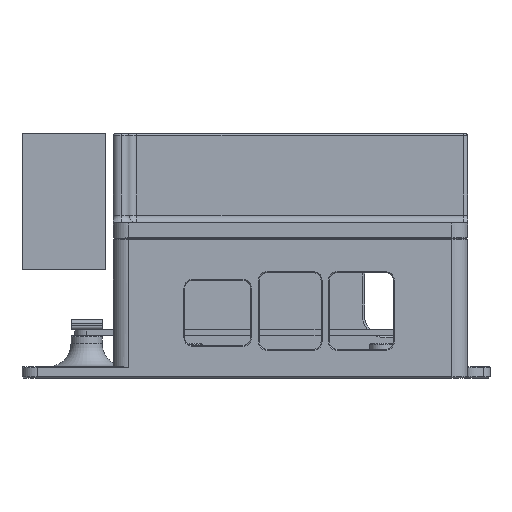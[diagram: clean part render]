
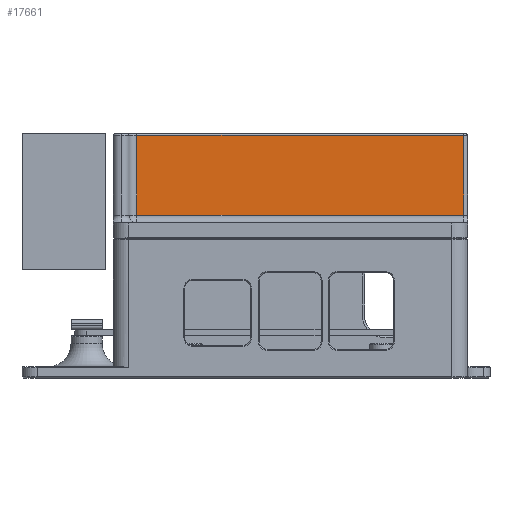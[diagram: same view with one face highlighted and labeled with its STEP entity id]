
A CAD part, front view. The second image highlights one B-rep face of the part: STEP entity #17661.
In plain terms, the highlighted planar face has unit normal (0, -1, 0).
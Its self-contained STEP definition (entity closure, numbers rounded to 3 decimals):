
#998=PLANE('',#18787);
#1597=FACE_OUTER_BOUND('',#2651,.T.);
#2651=EDGE_LOOP('',(#12402,#12403,#12404,#12405));
#3850=LINE('',#24615,#5653);
#3854=LINE('',#24626,#5657);
#3856=LINE('',#24634,#5659);
#3857=LINE('',#24635,#5660);
#5653=VECTOR('',#20206,10.);
#5657=VECTOR('',#20218,10.);
#5659=VECTOR('',#20226,10.);
#5660=VECTOR('',#20227,10.);
#7864=VERTEX_POINT('',#24546);
#7881=VERTEX_POINT('',#24609);
#7884=VERTEX_POINT('',#24625);
#7887=VERTEX_POINT('',#24633);
#9611=EDGE_CURVE('',#7864,#7881,#3850,.T.);
#9616=EDGE_CURVE('',#7881,#7884,#3854,.T.);
#9620=EDGE_CURVE('',#7887,#7864,#3856,.T.);
#9621=EDGE_CURVE('',#7884,#7887,#3857,.T.);
#12402=ORIENTED_EDGE('',*,*,#9611,.F.);
#12403=ORIENTED_EDGE('',*,*,#9620,.F.);
#12404=ORIENTED_EDGE('',*,*,#9621,.F.);
#12405=ORIENTED_EDGE('',*,*,#9616,.F.);
#17661=ADVANCED_FACE('',(#1597),#998,.T.);
#18787=AXIS2_PLACEMENT_3D('',#24632,#20224,#20225);
#20206=DIRECTION('',(1.,0.,0.));
#20218=DIRECTION('',(0.,0.,-1.));
#20224=DIRECTION('center_axis',(0.,-1.,0.));
#20225=DIRECTION('ref_axis',(1.,0.,0.));
#20226=DIRECTION('',(0.,0.,1.));
#20227=DIRECTION('',(-1.,0.,0.));
#24546=CARTESIAN_POINT('',(-38.977,-83.5,62.5));
#24609=CARTESIAN_POINT('',(45.112,-83.5,62.5));
#24615=CARTESIAN_POINT('',(-20.211,-83.5,62.5));
#24625=CARTESIAN_POINT('',(45.112,-83.5,42.));
#24626=CARTESIAN_POINT('',(45.112,-83.5,39.));
#24632=CARTESIAN_POINT('Origin',(-40.977,-83.5,40.));
#24633=CARTESIAN_POINT('',(-38.977,-83.5,42.));
#24634=CARTESIAN_POINT('',(-38.977,-83.5,40.));
#24635=CARTESIAN_POINT('',(-20.211,-83.5,42.));
